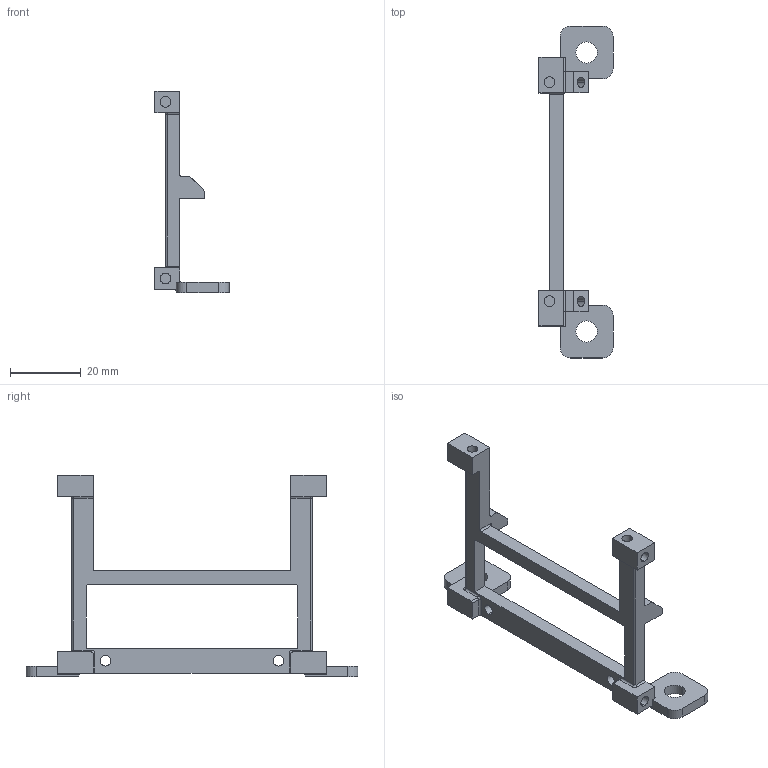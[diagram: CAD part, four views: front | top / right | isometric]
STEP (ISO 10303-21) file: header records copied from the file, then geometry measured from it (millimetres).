
FILE_DESCRIPTION (( 'STEP AP214' ), '1' );
FILE_NAME ('wall.STEP', '2020-12-07T10:39:58', ( '' ), ( '' ), 'SwSTEP 2.0', 'SolidWorks 2018', '' );
FILE_SCHEMA (( 'AUTOMOTIVE_DESIGN' ));
Length unit declared in the file: millimetre
Products named in the file (2): wall
Bounding box: 21 x 94 x 57 mm (x, y, z)
Volume: 7265.1 mm3; surface area: 6641.7 mm2
Topology: 1 solids, 1 shells, 123 faces, 320 edges, 207 vertices
Faces by surface type: cylinder 59, plane 58, torus 6
Entity records: 3841 total; most frequent: CARTESIAN_POINT 673, DIRECTION 673, ORIENTED_EDGE 640, EDGE_CURVE 320, AXIS2_PLACEMENT_3D 235, VERTEX_POINT 207, LINE 203, VECTOR 203
